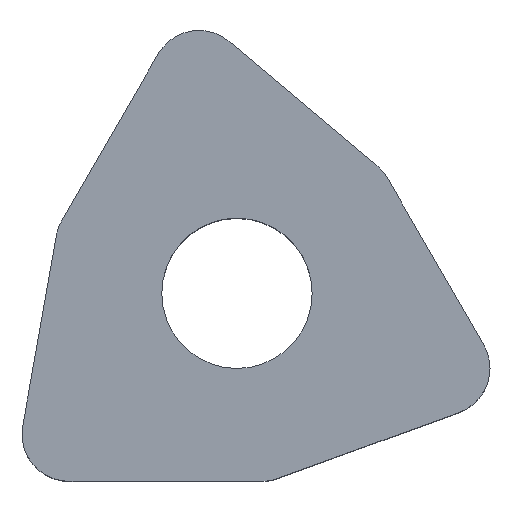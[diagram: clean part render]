
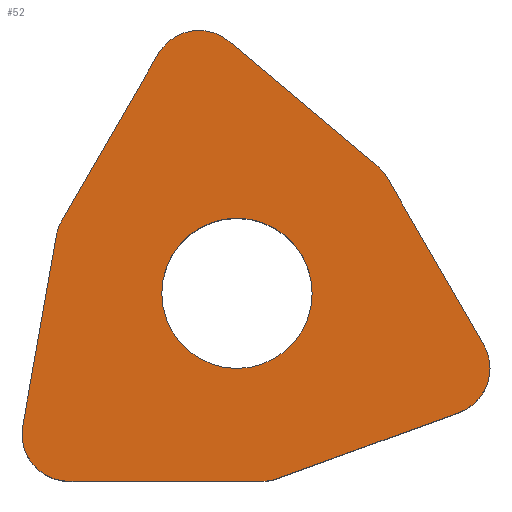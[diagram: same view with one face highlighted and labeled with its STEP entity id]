
A CAD part, top view. The second image highlights one B-rep face of the part: STEP entity #52.
In plain terms, the highlighted planar face has unit normal (0, 0, 1).
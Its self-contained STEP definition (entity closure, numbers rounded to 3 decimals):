
#52=ADVANCED_FACE('',(#75,#76),#67,.F.);
#67=PLANE('',#338);
#75=FACE_BOUND('',#81,.T.);
#76=FACE_BOUND('',#82,.T.);
#81=EDGE_LOOP('',(#113,#114,#115,#116,#117,#118,#119,#120,#121,#122,#123,#124));
#82=EDGE_LOOP('',(#125));
#99=CIRCLE('',#331,1.191);
#100=CIRCLE('',#332,1.191);
#101=CIRCLE('',#333,1.191);
#102=CIRCLE('',#334,1.191);
#103=CIRCLE('',#335,1.191);
#104=CIRCLE('',#336,1.191);
#105=CIRCLE('',#337,1.905);
#113=ORIENTED_EDGE('',*,*,#215,.T.);
#114=ORIENTED_EDGE('',*,*,#216,.T.);
#115=ORIENTED_EDGE('',*,*,#217,.T.);
#116=ORIENTED_EDGE('',*,*,#218,.T.);
#117=ORIENTED_EDGE('',*,*,#219,.T.);
#118=ORIENTED_EDGE('',*,*,#220,.T.);
#119=ORIENTED_EDGE('',*,*,#221,.T.);
#120=ORIENTED_EDGE('',*,*,#222,.T.);
#121=ORIENTED_EDGE('',*,*,#223,.T.);
#122=ORIENTED_EDGE('',*,*,#224,.T.);
#123=ORIENTED_EDGE('',*,*,#225,.T.);
#124=ORIENTED_EDGE('',*,*,#226,.T.);
#125=ORIENTED_EDGE('',*,*,#227,.F.);
#189=VERTEX_POINT('',#525);
#190=VERTEX_POINT('',#526);
#191=VERTEX_POINT('',#528);
#192=VERTEX_POINT('',#530);
#193=VERTEX_POINT('',#532);
#194=VERTEX_POINT('',#534);
#195=VERTEX_POINT('',#536);
#196=VERTEX_POINT('',#538);
#197=VERTEX_POINT('',#540);
#198=VERTEX_POINT('',#542);
#199=VERTEX_POINT('',#544);
#200=VERTEX_POINT('',#546);
#201=VERTEX_POINT('',#549);
#215=EDGE_CURVE('',#189,#190,#253,.T.);
#216=EDGE_CURVE('',#190,#191,#99,.T.);
#217=EDGE_CURVE('',#191,#192,#254,.T.);
#218=EDGE_CURVE('',#192,#193,#100,.T.);
#219=EDGE_CURVE('',#193,#194,#255,.T.);
#220=EDGE_CURVE('',#194,#195,#101,.T.);
#221=EDGE_CURVE('',#195,#196,#256,.T.);
#222=EDGE_CURVE('',#196,#197,#102,.T.);
#223=EDGE_CURVE('',#197,#198,#257,.T.);
#224=EDGE_CURVE('',#198,#199,#103,.T.);
#225=EDGE_CURVE('',#199,#200,#258,.T.);
#226=EDGE_CURVE('',#200,#189,#104,.T.);
#227=EDGE_CURVE('',#201,#201,#105,.T.);
#253=LINE('',#524,#277);
#254=LINE('',#529,#278);
#255=LINE('',#533,#279);
#256=LINE('',#537,#280);
#257=LINE('',#541,#281);
#258=LINE('',#545,#282);
#277=VECTOR('',#366,1.0);
#278=VECTOR('',#369,1.0);
#279=VECTOR('',#372,1.0);
#280=VECTOR('',#375,1.0);
#281=VECTOR('',#378,1.0);
#282=VECTOR('',#381,1.0);
#331=AXIS2_PLACEMENT_3D('',#527,#367,#368);
#332=AXIS2_PLACEMENT_3D('',#531,#370,#371);
#333=AXIS2_PLACEMENT_3D('',#535,#373,#374);
#334=AXIS2_PLACEMENT_3D('',#539,#376,#377);
#335=AXIS2_PLACEMENT_3D('',#543,#379,#380);
#336=AXIS2_PLACEMENT_3D('',#547,#382,#383);
#337=AXIS2_PLACEMENT_3D('',#548,#384,#385);
#338=AXIS2_PLACEMENT_3D('',#550,#386,#387);
#366=DIRECTION('',(0.94,0.342,0.));
#367=DIRECTION('',(0.,0.,1.0));
#368=DIRECTION('',(0.766,0.643,0.));
#369=DIRECTION('',(-0.5,0.866,0.));
#370=DIRECTION('',(0.,0.,1.0));
#371=DIRECTION('',(0.766,0.643,0.));
#372=DIRECTION('',(-0.766,0.643,0.));
#373=DIRECTION('',(0.,0.,1.0));
#374=DIRECTION('',(0.766,0.643,0.));
#375=DIRECTION('',(-0.5,-0.866,0.));
#376=DIRECTION('',(0.,0.,1.0));
#377=DIRECTION('',(0.766,0.643,0.));
#378=DIRECTION('',(-0.174,-0.985,0.));
#379=DIRECTION('',(0.,0.,1.0));
#380=DIRECTION('',(0.766,0.643,0.));
#381=DIRECTION('',(1.0,0.,0.));
#382=DIRECTION('',(0.,0.,1.0));
#383=DIRECTION('',(0.766,0.643,0.));
#384=DIRECTION('',(0.0,0.0,1.0));
#385=DIRECTION('',(-0.766,-0.643,0.0));
#386=DIRECTION('',(0.,0.,-1.0));
#387=DIRECTION('',(0.766,0.643,0.));
#524=CARTESIAN_POINT('',(6.453,-0.023,0.));
#525=CARTESIAN_POINT('',(6.713,0.072,0.));
#526=CARTESIAN_POINT('',(11.305,1.743,0.));
#527=CARTESIAN_POINT('',(10.897,2.862,0.));
#528=CARTESIAN_POINT('',(11.929,3.457,0.));
#529=CARTESIAN_POINT('',(9.884,6.999,0.));
#530=CARTESIAN_POINT('',(9.485,7.689,0.));
#531=CARTESIAN_POINT('',(8.454,7.094,0.));
#532=CARTESIAN_POINT('',(9.219,8.006,0.));
#533=CARTESIAN_POINT('',(8.609,8.518,0.));
#534=CARTESIAN_POINT('',(5.476,11.147,0.));
#535=CARTESIAN_POINT('',(4.711,10.235,0.));
#536=CARTESIAN_POINT('',(3.68,10.83,0.));
#537=CARTESIAN_POINT('',(1.098,6.358,0.));
#538=CARTESIAN_POINT('',(1.236,6.598,0.));
#539=CARTESIAN_POINT('',(2.267,6.003,0.));
#540=CARTESIAN_POINT('',(1.095,6.21,0.));
#541=CARTESIAN_POINT('',(0.857,4.862,0.));
#542=CARTESIAN_POINT('',(0.246,1.397,0.));
#543=CARTESIAN_POINT('',(1.419,1.191,0.));
#544=CARTESIAN_POINT('',(1.419,0.,0.));
#545=CARTESIAN_POINT('',(4.937,0.,0.));
#546=CARTESIAN_POINT('',(6.306,0.,0.));
#547=CARTESIAN_POINT('',(6.306,1.191,0.));
#548=CARTESIAN_POINT('',(5.676,4.763,0.));
#549=CARTESIAN_POINT('',(4.216,3.538,0.));
#550=CARTESIAN_POINT('',(5.676,4.763,0.));
